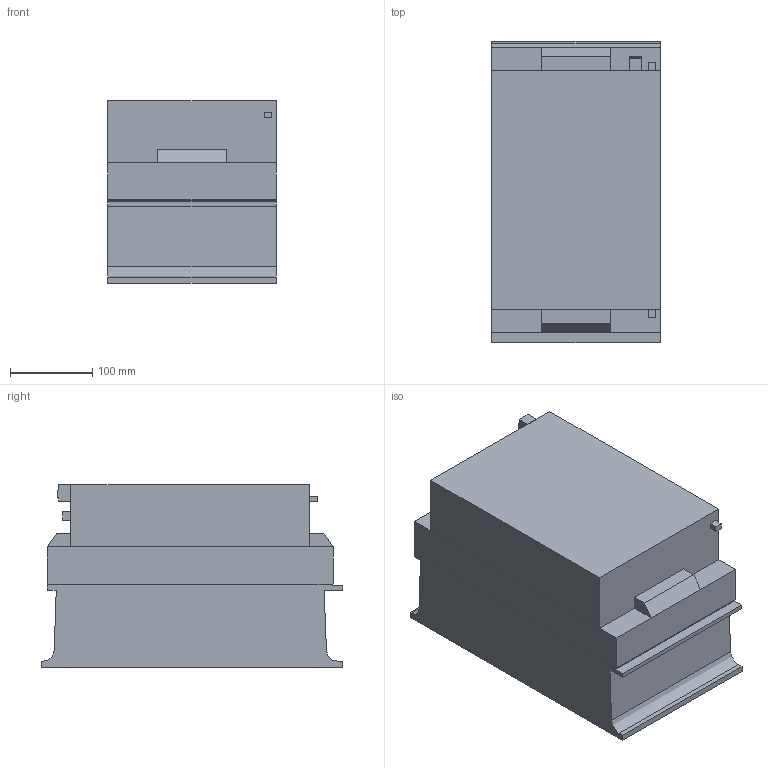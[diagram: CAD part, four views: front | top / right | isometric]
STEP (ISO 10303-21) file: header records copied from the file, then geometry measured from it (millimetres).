
FILE_DESCRIPTION(/* description */ (''),/* implementation_level */ '2;1');
FILE_NAME(/* name */ '3d_18_5kW400÷480VAC50_60Hz-VLB30185A480.stp',/* time_stamp */ '2016-09-07T14:50:20+02:00',/* author */ ('Andrzej'),/* organization */ (''),/* preprocessor_version */ 'ST-DEVELOPER v15.5',/* originating_system */ 'AutoCAD Mechanical',/* authorisation */ '');
FILE_SCHEMA (('AUTOMOTIVE_DESIGN { 1 0 10303 214 3 1 1 }'));
Length unit declared in the file: millimetre
Products named in the file (1): Product
Bounding box: 204.5 x 366 x 222 mm (x, y, z)
Volume: 14679124.7 mm3; surface area: 672216.8 mm2
Topology: 8 solids, 8 shells, 67 faces, 790 edges, 1344 vertices
Faces by surface type: plane 63, cylinder 4
Entity records: 6417 total; most frequent: CARTESIAN_POINT 2234, DIRECTION 1016, LINE 700, VECTOR 700, TRIMMED_CURVE 637, ORIENTED_EDGE 306, AXIS2_PLACEMENT_3D 158, EDGE_CURVE 153
